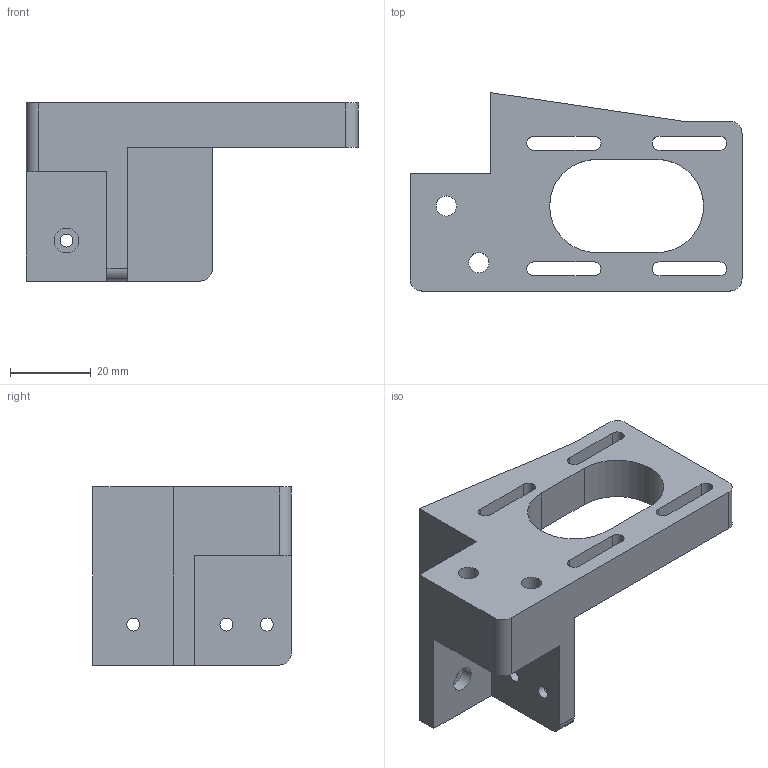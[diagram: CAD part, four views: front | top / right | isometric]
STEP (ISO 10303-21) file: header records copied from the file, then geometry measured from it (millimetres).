
FILE_DESCRIPTION(('FreeCAD Model'),'2;1');
FILE_NAME('Open CASCADE Shape Model','2025-08-19T23:45:16',(''),(''), 'Open CASCADE STEP processor 7.9','FreeCAD','Unknown');
FILE_SCHEMA(('AUTOMOTIVE_DESIGN { 1 0 10303 214 1 1 1 1 }'));
Length unit declared in the file: millimetre
Products named in the file (1): MotorMountLeft
Bounding box: 82 x 49 x 44 mm (x, y, z)
Volume: 42017.5 mm3; surface area: 17194.4 mm2
Topology: 1 solids, 1 shells, 55 faces, 147 edges, 98 vertices
Faces by surface type: plane 30, cylinder 25
Full cylindrical faces by diameter (mm): 3.2 x4, 5 x2, 6.1 x4
Entity records: 1797 total; most frequent: DIRECTION 307, CARTESIAN_POINT 303, ORIENTED_EDGE 294, EDGE_CURVE 147, AXIS2_PLACEMENT_3D 106, VERTEX_POINT 98, LINE 95, VECTOR 95
